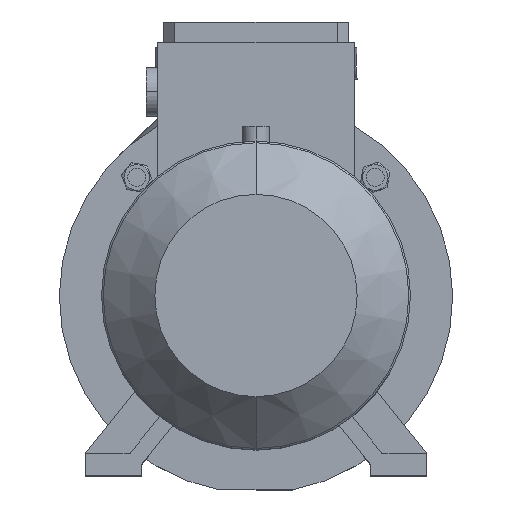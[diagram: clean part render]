
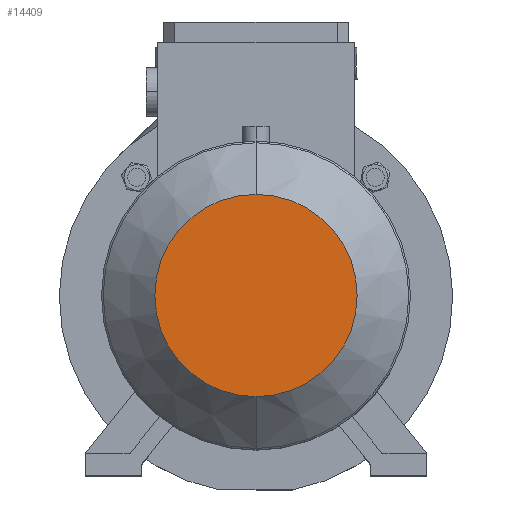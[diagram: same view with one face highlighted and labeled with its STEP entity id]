
A CAD part, top view. The second image highlights one B-rep face of the part: STEP entity #14409.
In plain terms, the highlighted planar face has unit normal (0, 0, 1).
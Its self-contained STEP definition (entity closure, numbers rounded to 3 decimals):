
#4291 = CARTESIAN_POINT ( 'NONE',  ( 0., 0., 792. ) ) ;
#4373 = DIRECTION ( 'NONE',  ( 0., 0., 1. ) ) ;
#9998 = ORIENTED_EDGE ( 'NONE', *, *, #20917, .F. ) ;
#11801 = PLANE ( 'NONE',  #41283 ) ;
#14409 = ADVANCED_FACE ( 'NONE', ( #33822 ), #11801, .T. ) ;
#14837 = DIRECTION ( 'NONE',  ( 0., 0., -1. ) ) ;
#14890 = ORIENTED_EDGE ( 'NONE', *, *, #49610, .F. ) ;
#17668 = EDGE_LOOP ( 'NONE', ( #14890, #9998 ) ) ;
#19507 = CARTESIAN_POINT ( 'NONE',  ( 0., 90., 792. ) ) ;
#20516 = AXIS2_PLACEMENT_3D ( 'NONE', #47975, #14837, #22982 ) ;
#20917 = EDGE_CURVE ( 'NONE', #21365, #34803, #43677, .T. ) ;
#21365 = VERTEX_POINT ( 'NONE', #37103 ) ;
#22982 = DIRECTION ( 'NONE',  ( 0., 1., 0. ) ) ;
#29024 = CIRCLE ( 'NONE', #20516, 90. ) ;
#29196 = CARTESIAN_POINT ( 'NONE',  ( 0., 0., 792. ) ) ;
#33331 = DIRECTION ( 'NONE',  ( 0., 1., 0. ) ) ;
#33822 = FACE_OUTER_BOUND ( 'NONE', #17668, .T. ) ;
#34803 = VERTEX_POINT ( 'NONE', #19507 ) ;
#37103 = CARTESIAN_POINT ( 'NONE',  ( 0., -90., 792. ) ) ;
#40436 = AXIS2_PLACEMENT_3D ( 'NONE', #4291, #53922, #33331 ) ;
#40904 = DIRECTION ( 'NONE',  ( 0., -1., 0. ) ) ;
#41283 = AXIS2_PLACEMENT_3D ( 'NONE', #29196, #4373, #40904 ) ;
#43677 = CIRCLE ( 'NONE', #40436, 90. ) ;
#47975 = CARTESIAN_POINT ( 'NONE',  ( 0., 0., 792. ) ) ;
#49610 = EDGE_CURVE ( 'NONE', #34803, #21365, #29024, .T. ) ;
#53922 = DIRECTION ( 'NONE',  ( 0., 0., -1. ) ) ;
